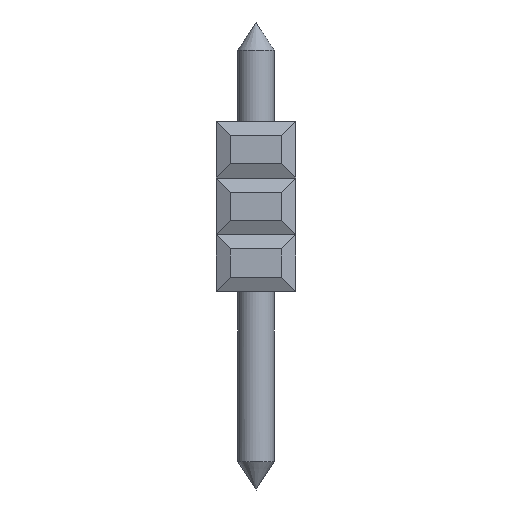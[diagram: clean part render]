
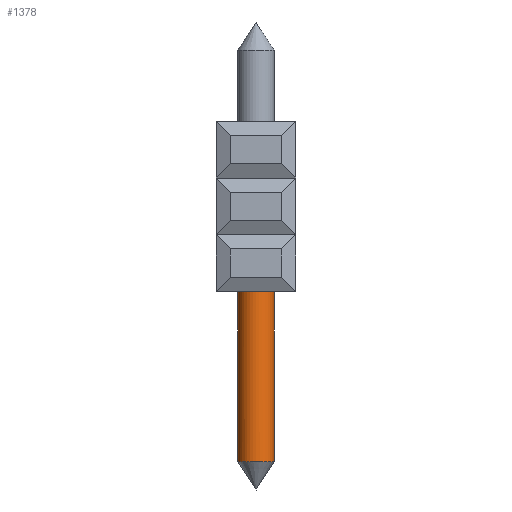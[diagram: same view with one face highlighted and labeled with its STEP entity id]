
A CAD part, left-side view. The second image highlights one B-rep face of the part: STEP entity #1378.
In plain terms, the highlighted cylindrical face has radius 0.65 mm (diameter 1.3 mm), a full revolution.
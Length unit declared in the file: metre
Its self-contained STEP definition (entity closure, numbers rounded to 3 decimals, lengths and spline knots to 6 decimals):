
#1378=ADVANCED_FACE('',(#3283,#3284),#3285,.T.);
#3283=FACE_OUTER_BOUND('',#5632,.T.);
#3284=FACE_OUTER_BOUND('',#5633,.T.);
#3285=CYLINDRICAL_SURFACE('',#5634,0.00065);
#5632=EDGE_LOOP('',(#9895));
#5633=EDGE_LOOP('',(#9896));
#5634=AXIS2_PLACEMENT_3D('',#9897,#9898,#9899);
#9895=ORIENTED_EDGE('',*,*,#14428,.F.);
#9896=ORIENTED_EDGE('',*,*,#14429,.F.);
#9897=CARTESIAN_POINT('',(0.04565,-0.03326,-0.0015));
#9898=DIRECTION('',(0.0,0.,-1.0));
#9899=DIRECTION('',(-1.0,0.0,0.0));
#14428=EDGE_CURVE('',#17593,#17593,#17594,.T.);
#14429=EDGE_CURVE('',#17595,#17595,#17596,.T.);
#17593=VERTEX_POINT('',#21919);
#17594=CIRCLE('',#21920,0.00065);
#17595=VERTEX_POINT('',#21921);
#17596=CIRCLE('',#21922,0.00065);
#21919=CARTESIAN_POINT('',(0.04604,-0.03274,-0.012));
#21920=AXIS2_PLACEMENT_3D('',#24746,#24747,#24748);
#21921=CARTESIAN_POINT('',(0.04565,-0.03391,-0.0058));
#21922=AXIS2_PLACEMENT_3D('',#24749,#24750,#24751);
#24746=CARTESIAN_POINT('',(0.04565,-0.03326,-0.012));
#24747=DIRECTION('',(0.,0.,-1.0));
#24748=DIRECTION('',(0.6,0.8,0.));
#24749=CARTESIAN_POINT('',(0.04565,-0.03326,-0.0058));
#24750=DIRECTION('',(0.0,0.,1.0));
#24751=DIRECTION('',(0.0,-1.0,0.));
